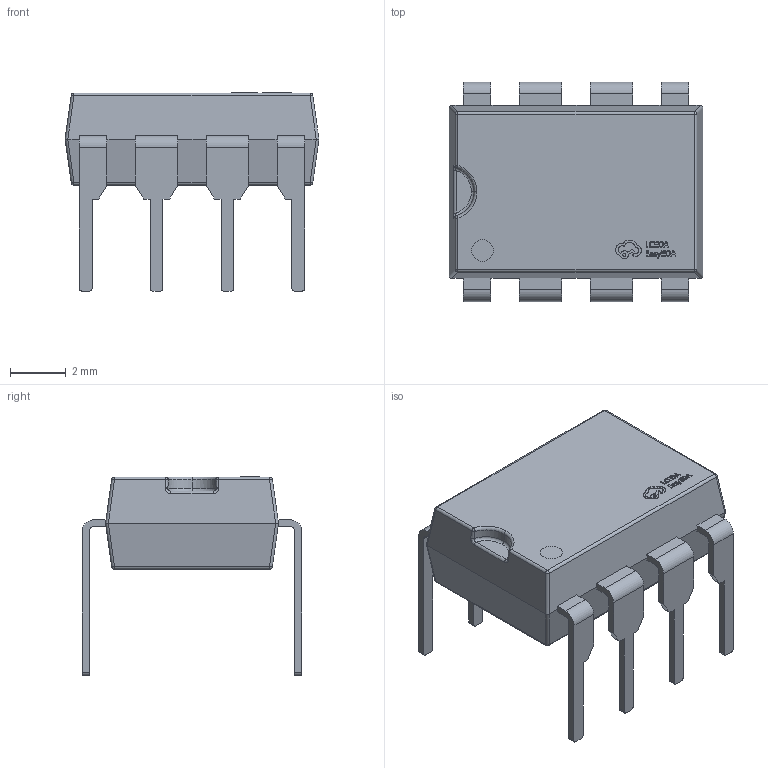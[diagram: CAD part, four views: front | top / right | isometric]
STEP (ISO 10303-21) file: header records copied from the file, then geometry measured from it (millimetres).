
FILE_DESCRIPTION (( 'STEP AP214' ), '1' );
FILE_NAME ('DIP-8_L9.2-W6.4-P2.54-LS7.6-BL.step', '2022-06-21T14:15:05', ( '' ), ( '' ), 'SwSTEP 2.0', 'SolidWorks 2020', '' );
FILE_SCHEMA (( 'AUTOMOTIVE_DESIGN' ));
Length unit declared in the file: millimetre
Products named in the file (1): DIP-8_L9.2-W6.4-P2.54-LS7.6-BL
Bounding box: 9.1 x 7.87 x 7.11 mm (x, y, z)
Volume: 184 mm3; surface area: 297.5 mm2
Topology: 1 solids, 1 shells, 459 faces, 1246 edges, 816 vertices
Faces by surface type: plane 275, bspline 116, cylinder 54, sphere 10, torus 4
Entity records: 20667 total; most frequent: CARTESIAN_POINT 4746, ORIENTED_EDGE 2492, DIRECTION 1806, EDGE_CURVE 1246, VECTOR 894, LINE 894, VERTEX_POINT 816, EDGE_LOOP 486
